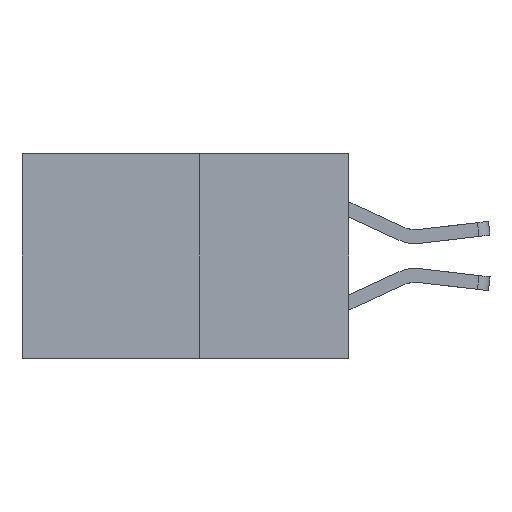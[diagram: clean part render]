
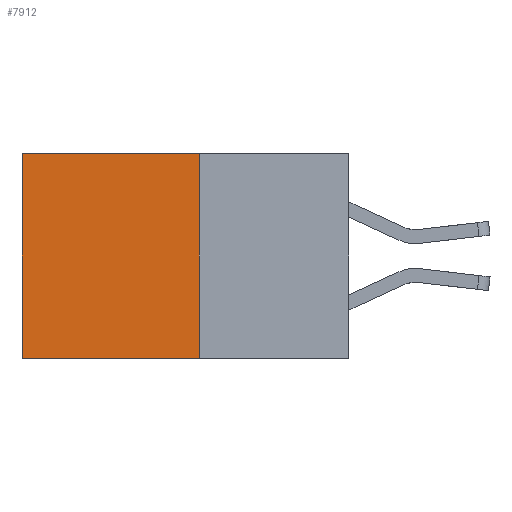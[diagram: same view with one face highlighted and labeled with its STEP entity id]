
A CAD part, left-side view. The second image highlights one B-rep face of the part: STEP entity #7912.
In plain terms, the highlighted planar face has unit normal (-1, 0, 0).
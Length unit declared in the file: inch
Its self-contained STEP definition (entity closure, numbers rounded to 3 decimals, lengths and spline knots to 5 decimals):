
#49 = CARTESIAN_POINT ( 'NONE',  ( 0.277, 0.27, 0. ) ) ;
#55 = FACE_OUTER_BOUND ( 'NONE', #11061, .T. ) ;
#1147 = CARTESIAN_POINT ( 'NONE',  ( 0.277, 0.59, -0.37 ) ) ;
#1238 = ORIENTED_EDGE ( 'NONE', *, *, #10193, .T. ) ;
#1682 = ORIENTED_EDGE ( 'NONE', *, *, #6212, .F. ) ;
#1947 = VERTEX_POINT ( 'NONE', #49 ) ;
#2403 = VECTOR ( 'NONE', #7583, 39.37008 ) ;
#2781 = CARTESIAN_POINT ( 'NONE',  ( 0.277, 0.59, 0. ) ) ;
#3056 = VERTEX_POINT ( 'NONE', #2781 ) ;
#3901 = CARTESIAN_POINT ( 'NONE',  ( 0.277, 0.59, -0.37 ) ) ;
#3974 = LINE ( 'NONE', #1147, #2403 ) ;
#4040 = PLANE ( 'NONE',  #10816 ) ;
#4595 = EDGE_CURVE ( 'NONE', #10688, #10731, #10519, .T. ) ;
#4941 = DIRECTION ( 'NONE',  ( 0., 0., -1. ) ) ;
#5425 = VECTOR ( 'NONE', #9542, 39.37008 ) ;
#5632 = VECTOR ( 'NONE', #10854, 39.37008 ) ;
#5926 = LINE ( 'NONE', #11722, #5632 ) ;
#6212 = EDGE_CURVE ( 'NONE', #1947, #10688, #5926, .T. ) ;
#6680 = CARTESIAN_POINT ( 'NONE',  ( 0.277, 0.27, 0. ) ) ;
#6842 = CARTESIAN_POINT ( 'NONE',  ( 0.277, 0.27, -0.37 ) ) ;
#7306 = ORIENTED_EDGE ( 'NONE', *, *, #8515, .T. ) ;
#7583 = DIRECTION ( 'NONE',  ( 0., 0., -1. ) ) ;
#7912 = ADVANCED_FACE ( 'NONE', ( #55 ), #4040, .F. ) ;
#7930 = LINE ( 'NONE', #6680, #5425 ) ;
#8037 = VECTOR ( 'NONE', #10619, 39.37008 ) ;
#8490 = CARTESIAN_POINT ( 'NONE',  ( 0.277, 0.27, -0.37 ) ) ;
#8515 = EDGE_CURVE ( 'NONE', #1947, #3056, #7930, .T. ) ;
#9542 = DIRECTION ( 'NONE',  ( 0., 1., 0. ) ) ;
#9637 = CARTESIAN_POINT ( 'NONE',  ( 0.277, 0.27, -0.37 ) ) ;
#10193 = EDGE_CURVE ( 'NONE', #3056, #10731, #3974, .T. ) ;
#10519 = LINE ( 'NONE', #6842, #8037 ) ;
#10549 = DIRECTION ( 'NONE',  ( 1., 0., 0. ) ) ;
#10619 = DIRECTION ( 'NONE',  ( 0., 1., 0. ) ) ;
#10672 = ORIENTED_EDGE ( 'NONE', *, *, #4595, .F. ) ;
#10688 = VERTEX_POINT ( 'NONE', #8490 ) ;
#10731 = VERTEX_POINT ( 'NONE', #3901 ) ;
#10816 = AXIS2_PLACEMENT_3D ( 'NONE', #9637, #10549, #4941 ) ;
#10854 = DIRECTION ( 'NONE',  ( 0., 0., -1. ) ) ;
#11061 = EDGE_LOOP ( 'NONE', ( #1238, #10672, #1682, #7306 ) ) ;
#11722 = CARTESIAN_POINT ( 'NONE',  ( 0.277, 0.27, -0.37 ) ) ;
